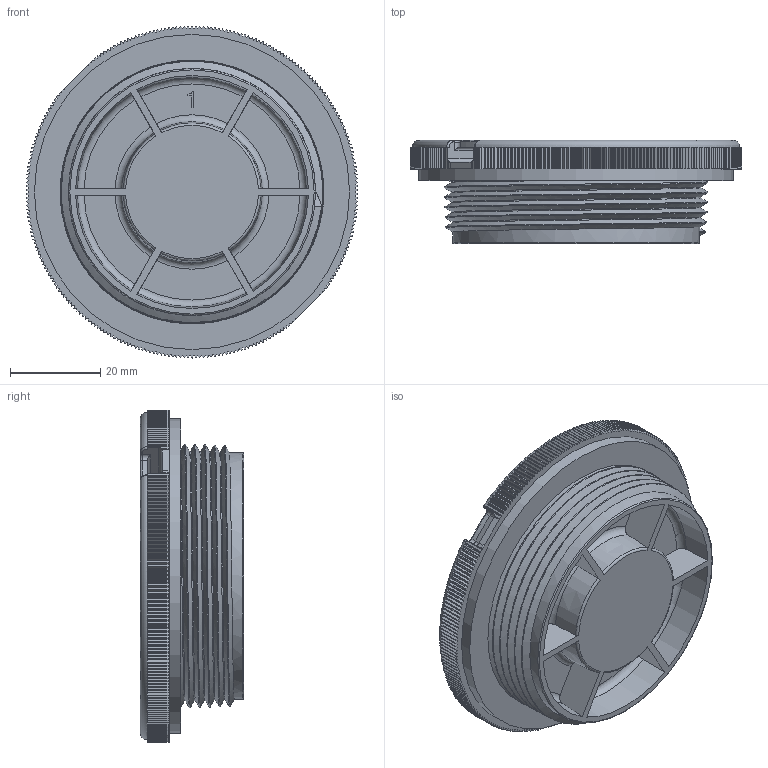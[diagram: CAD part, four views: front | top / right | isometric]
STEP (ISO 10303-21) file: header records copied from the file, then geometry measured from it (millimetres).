
FILE_DESCRIPTION((''),'2;1');
FILE_NAME('231MPT.stp','2013-07-09T15:49:17',('mclevenger'),(''),'Autodesk Inventor 2013','Autodesk Inventor 2013','');
FILE_SCHEMA(('AUTOMOTIVE_DESIGN { 1 0 10303 214 1 1 1 1 }'));
Length unit declared in the file: inch
Products named in the file (3): 231MPT; 230MPT; 200MPTG
Assembly tree (2 placements, depth 2):
  231MPT
    230MPT
    200MPTG
Bounding box: 73.56 x 22.86 x 73.57 mm (x, y, z)
Volume: 35805.9 mm3; surface area: 24708.5 mm2
Topology: 2 solids, 2 shells, 1518 faces, 3948 edges, 2442 vertices
Faces by surface type: plane 844, cylinder 551, bspline 43, torus 36, cone 36, sphere 8
Full cylindrical faces by diameter (mm): 26.67 x1, 58.42 x2, 69.85 x1
Entity records: 49058 total; most frequent: CARTESIAN_POINT 11449, DIRECTION 8159, ORIENTED_EDGE 7834, EDGE_CURVE 3917, AXIS2_PLACEMENT_3D 2962, VERTEX_POINT 2426, VECTOR 2235, LINE 2235
